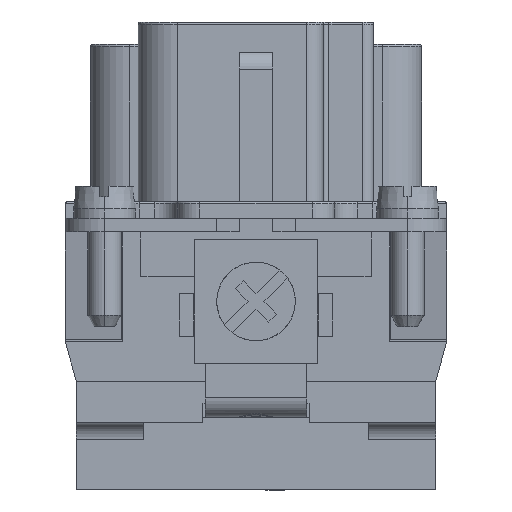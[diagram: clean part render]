
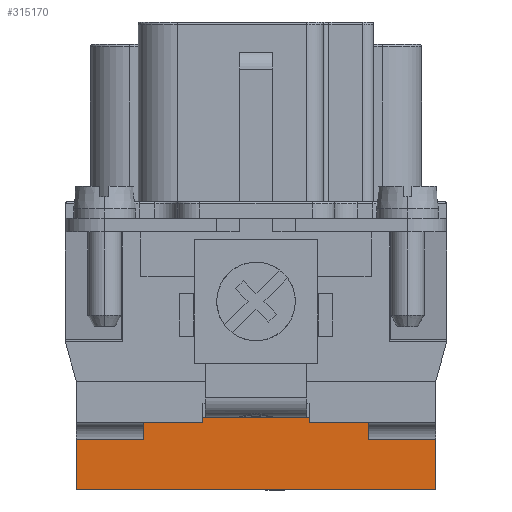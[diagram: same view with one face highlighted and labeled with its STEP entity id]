
A CAD part, left-side view. The second image highlights one B-rep face of the part: STEP entity #315170.
In plain terms, the highlighted planar face has unit normal (-1, 0, 0).
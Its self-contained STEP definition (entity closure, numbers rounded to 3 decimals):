
#13460=CARTESIAN_POINT('',(21.592,0.,-24.2));
#13470=DIRECTION('',(0.,-1.,0.));
#13480=VECTOR('',#13470,1.);
#13490=LINE('',#13460,#13480);
#13500=CARTESIAN_POINT('',(21.592,66.404,-24.2));
#13510=VERTEX_POINT('',#13500);
#13520=CARTESIAN_POINT('',(21.592,34.404,-24.2));
#13530=VERTEX_POINT('',#13520);
#13540=EDGE_CURVE('',#13510,#13530,#13490,.T.);
#75350=CARTESIAN_POINT('',(21.592,34.404,-19.7));
#75360=DIRECTION('',(0.,1.,0.));
#75370=VECTOR('',#75360,1.);
#75380=LINE('',#75350,#75370);
#75390=CARTESIAN_POINT('',(21.592,34.404,-19.7));
#75400=VERTEX_POINT('',#75390);
#75410=CARTESIAN_POINT('',(21.592,40.404,-19.7));
#75420=VERTEX_POINT('',#75410);
#75430=EDGE_CURVE('',#75400,#75420,#75380,.T.);
#296270=CARTESIAN_POINT('',(21.592,60.404,-19.7));
#296280=VERTEX_POINT('',#296270);
#296440=CARTESIAN_POINT('',(21.592,60.404,
-16.5));
#296450=VERTEX_POINT('',#296440);
#296480=CARTESIAN_POINT('',(21.592,60.404,-18.));
#296490=DIRECTION('',(0.,0.,1.));
#296500=VECTOR('',#296490,1.);
#296510=LINE('',#296480,#296500);
#296520=EDGE_CURVE('',#296280,#296450,#296510,.T.);
#306390=CARTESIAN_POINT('',(21.592,40.404,-16.5));
#306400=VERTEX_POINT('',#306390);
#306430=CARTESIAN_POINT('',(21.592,0.,-16.5));
#306440=DIRECTION('',(0.,-1.,0.));
#306450=VECTOR('',#306440,1.);
#306460=LINE('',#306430,#306450);
#306470=EDGE_CURVE('',#296450,#306400,#306460,.T.);
#314800=CARTESIAN_POINT('',(21.592,60.404,-18.));
#314810=DIRECTION('',(1.,0.,0.));
#314820=DIRECTION('',(0.,1.,0.));
#314830=AXIS2_PLACEMENT_3D('',#314800,#314810,#314820);
#314840=PLANE('',#314830);
#314850=ORIENTED_EDGE('',*,*,#75430,.T.);
#314860=CARTESIAN_POINT('',(21.592,34.404,-18.));
#314870=DIRECTION('',(0.,0.,1.));
#314880=VECTOR('',#314870,1.);
#314890=LINE('',#314860,#314880);
#314900=EDGE_CURVE('',#13530,#75400,#314890,.T.);
#314910=ORIENTED_EDGE('',*,*,#314900,.T.);
#314920=ORIENTED_EDGE('',*,*,#13540,.T.);
#314930=CARTESIAN_POINT('',(21.592,66.404,0.));
#314940=DIRECTION('',(0.,0.,1.));
#314950=VECTOR('',#314940,1.);
#314960=LINE('',#314930,#314950);
#314970=CARTESIAN_POINT('',(21.592,66.404,-19.7));
#314980=VERTEX_POINT('',#314970);
#314990=EDGE_CURVE('',#13510,#314980,#314960,.T.);
#315000=ORIENTED_EDGE('',*,*,#314990,.F.);
#315010=CARTESIAN_POINT('',(21.592,60.404,-19.7));
#315020=DIRECTION('',(0.,1.,0.));
#315030=VECTOR('',#315020,1.);
#315040=LINE('',#315010,#315030);
#315050=EDGE_CURVE('',#296280,#314980,#315040,.T.);
#315060=ORIENTED_EDGE('',*,*,#315050,.T.);
#315070=ORIENTED_EDGE('',*,*,#296520,.F.);
#315080=ORIENTED_EDGE('',*,*,#306470,.F.);
#315090=CARTESIAN_POINT('',(21.592,40.404,-18.));
#315100=DIRECTION('',(0.,0.,1.));
#315110=VECTOR('',#315100,1.);
#315120=LINE('',#315090,#315110);
#315130=EDGE_CURVE('',#75420,#306400,#315120,.T.);
#315140=ORIENTED_EDGE('',*,*,#315130,.T.);
#315150=EDGE_LOOP('',(#315140,#315080,#315070,#315060,#315000,#314920,
#314910,#314850));
#315160=FACE_OUTER_BOUND('',#315150,.T.);
#315170=ADVANCED_FACE('',(#315160),#314840,.F.);
